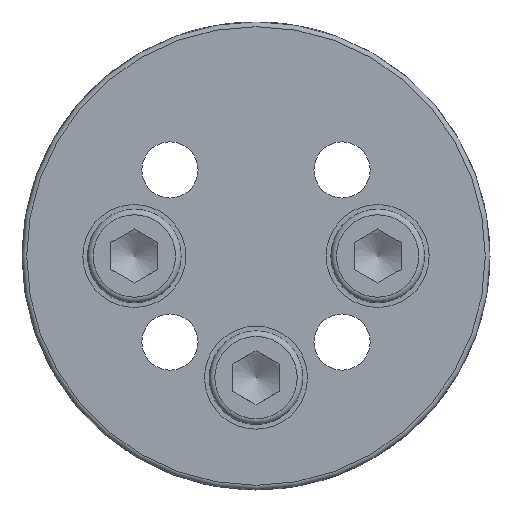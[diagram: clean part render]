
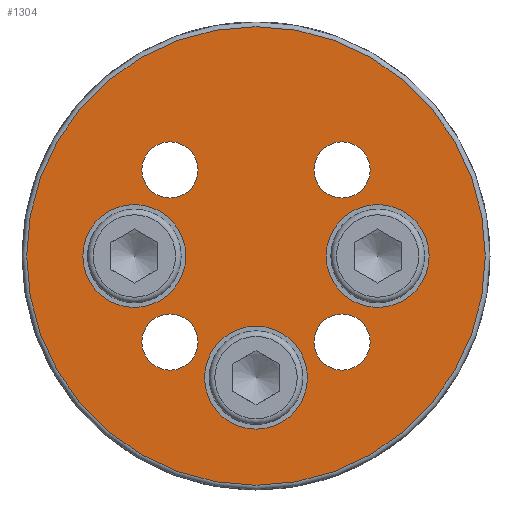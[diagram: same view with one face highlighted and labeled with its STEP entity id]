
A CAD part, front view. The second image highlights one B-rep face of the part: STEP entity #1304.
In plain terms, the highlighted planar face has unit normal (0, -1, 0).
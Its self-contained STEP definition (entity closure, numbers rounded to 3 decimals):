
#120=FACE_BOUND('',#292,.T.);
#121=FACE_BOUND('',#293,.T.);
#122=FACE_BOUND('',#294,.T.);
#123=FACE_BOUND('',#295,.T.);
#124=FACE_BOUND('',#296,.T.);
#125=FACE_BOUND('',#297,.T.);
#126=FACE_BOUND('',#298,.T.);
#148=PLANE('',#1496);
#208=FACE_OUTER_BOUND('',#291,.T.);
#291=EDGE_LOOP('',(#1039));
#292=EDGE_LOOP('',(#1040));
#293=EDGE_LOOP('',(#1041));
#294=EDGE_LOOP('',(#1042));
#295=EDGE_LOOP('',(#1043));
#296=EDGE_LOOP('',(#1044));
#297=EDGE_LOOP('',(#1045));
#298=EDGE_LOOP('',(#1046));
#507=CIRCLE('',#1416,5.5);
#512=CIRCLE('',#1424,3.);
#514=CIRCLE('',#1427,3.);
#516=CIRCLE('',#1430,3.);
#518=CIRCLE('',#1433,3.);
#526=CIRCLE('',#1450,5.5);
#530=CIRCLE('',#1457,5.5);
#551=CIRCLE('',#1494,24.5);
#590=VERTEX_POINT('',#2010);
#595=VERTEX_POINT('',#2025);
#597=VERTEX_POINT('',#2031);
#599=VERTEX_POINT('',#2037);
#601=VERTEX_POINT('',#2043);
#612=VERTEX_POINT('',#2077);
#616=VERTEX_POINT('',#2090);
#645=VERTEX_POINT('',#2331);
#706=EDGE_CURVE('',#590,#590,#507,.T.);
#714=EDGE_CURVE('',#595,#595,#512,.T.);
#717=EDGE_CURVE('',#597,#597,#514,.T.);
#720=EDGE_CURVE('',#599,#599,#516,.T.);
#723=EDGE_CURVE('',#601,#601,#518,.T.);
#739=EDGE_CURVE('',#612,#612,#526,.T.);
#745=EDGE_CURVE('',#616,#616,#530,.T.);
#789=EDGE_CURVE('',#645,#645,#551,.T.);
#1039=ORIENTED_EDGE('',*,*,#789,.T.);
#1040=ORIENTED_EDGE('',*,*,#706,.T.);
#1041=ORIENTED_EDGE('',*,*,#714,.T.);
#1042=ORIENTED_EDGE('',*,*,#717,.T.);
#1043=ORIENTED_EDGE('',*,*,#720,.T.);
#1044=ORIENTED_EDGE('',*,*,#723,.T.);
#1045=ORIENTED_EDGE('',*,*,#739,.T.);
#1046=ORIENTED_EDGE('',*,*,#745,.T.);
#1304=ADVANCED_FACE('',(#208,#120,#121,#122,#123,#124,#125,#126),#148,.T.);
#1416=AXIS2_PLACEMENT_3D('',#2011,#1592,#1593);
#1424=AXIS2_PLACEMENT_3D('',#2027,#1611,#1612);
#1427=AXIS2_PLACEMENT_3D('',#2033,#1618,#1619);
#1430=AXIS2_PLACEMENT_3D('',#2039,#1625,#1626);
#1433=AXIS2_PLACEMENT_3D('',#2045,#1632,#1633);
#1450=AXIS2_PLACEMENT_3D('',#2079,#1672,#1673);
#1457=AXIS2_PLACEMENT_3D('',#2092,#1688,#1689);
#1494=AXIS2_PLACEMENT_3D('',#2332,#1772,#1773);
#1496=AXIS2_PLACEMENT_3D('',#2334,#1776,#1777);
#1592=DIRECTION('center_axis',(0.,1.,0.));
#1593=DIRECTION('ref_axis',(1.,0.,0.));
#1611=DIRECTION('center_axis',(0.,1.,0.));
#1612=DIRECTION('ref_axis',(1.,0.,0.));
#1618=DIRECTION('center_axis',(0.,1.,0.));
#1619=DIRECTION('ref_axis',(1.,0.,0.));
#1625=DIRECTION('center_axis',(0.,1.,0.));
#1626=DIRECTION('ref_axis',(1.,0.,0.));
#1632=DIRECTION('center_axis',(0.,1.,0.));
#1633=DIRECTION('ref_axis',(1.,0.,0.));
#1672=DIRECTION('center_axis',(0.,1.,0.));
#1673=DIRECTION('ref_axis',(1.,0.,0.));
#1688=DIRECTION('center_axis',(0.,1.,0.));
#1689=DIRECTION('ref_axis',(1.,0.,0.));
#1772=DIRECTION('center_axis',(0.,-1.,0.));
#1773=DIRECTION('ref_axis',(1.,0.,0.));
#1776=DIRECTION('center_axis',(0.,-1.,0.));
#1777=DIRECTION('ref_axis',(0.,0.,-1.));
#2010=CARTESIAN_POINT('',(-5.5,0.,-13.));
#2011=CARTESIAN_POINT('Origin',(0.,0.,-13.));
#2025=CARTESIAN_POINT('',(6.192,0.,-9.192));
#2027=CARTESIAN_POINT('Origin',(9.192,0.,-9.192));
#2031=CARTESIAN_POINT('',(-12.192,0.,9.192));
#2033=CARTESIAN_POINT('Origin',(-9.192,0.,9.192));
#2037=CARTESIAN_POINT('',(6.192,0.,9.192));
#2039=CARTESIAN_POINT('Origin',(9.192,0.,9.192));
#2043=CARTESIAN_POINT('',(-12.192,0.,-9.192));
#2045=CARTESIAN_POINT('Origin',(-9.192,0.,-9.192));
#2077=CARTESIAN_POINT('',(7.5,0.,0.));
#2079=CARTESIAN_POINT('Origin',(13.,0.,0.));
#2090=CARTESIAN_POINT('',(-18.5,0.,0.));
#2092=CARTESIAN_POINT('Origin',(-13.,0.,0.));
#2331=CARTESIAN_POINT('',(0.,0.,24.5));
#2332=CARTESIAN_POINT('Origin',(0.,0.,0.));
#2334=CARTESIAN_POINT('Origin',(0.,0.,0.));
